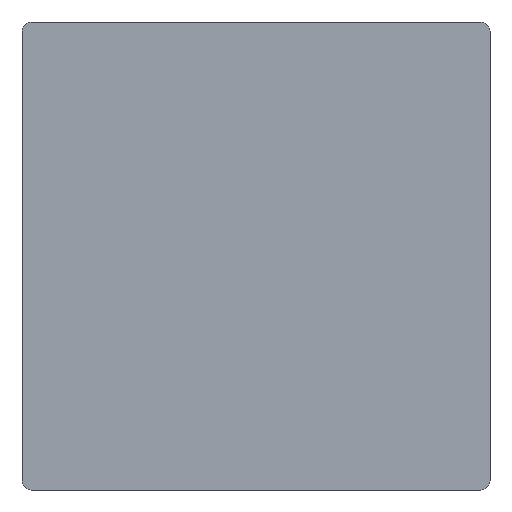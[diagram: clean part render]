
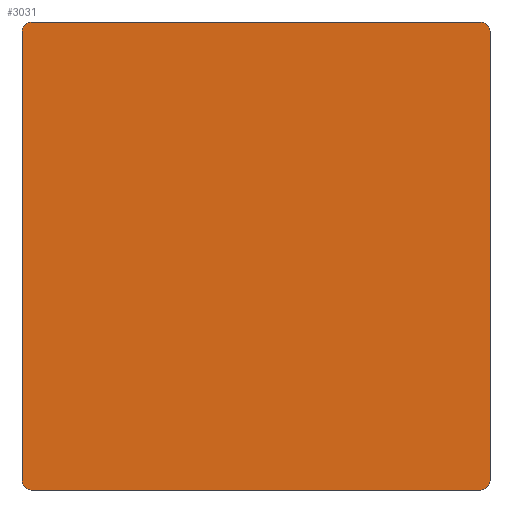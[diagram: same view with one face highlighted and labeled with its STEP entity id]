
A CAD part, front view. The second image highlights one B-rep face of the part: STEP entity #3031.
In plain terms, the highlighted planar face has unit normal (0, -1, 0).
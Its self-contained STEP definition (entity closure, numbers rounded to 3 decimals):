
#446=PLANE('',#3139);
#633=FACE_OUTER_BOUND('',#826,.T.);
#826=EDGE_LOOP('',(#2808,#2809,#2810,#2811,#2812,#2813,#2814,#2815));
#858=LINE('',#3894,#1034);
#863=LINE('',#3908,#1039);
#1001=LINE('',#10894,#1177);
#1002=LINE('',#10896,#1178);
#1034=VECTOR('',#3189,10.);
#1039=VECTOR('',#3204,10.);
#1177=VECTOR('',#3498,10.);
#1178=VECTOR('',#3501,10.);
#1180=CIRCLE('',#3048,0.5);
#1184=CIRCLE('',#3055,0.5);
#1185=CIRCLE('',#3057,0.5);
#1186=CIRCLE('',#3060,0.5);
#1189=VERTEX_POINT('',#3511);
#1190=VERTEX_POINT('',#3513);
#1274=VERTEX_POINT('',#3893);
#1275=VERTEX_POINT('',#3897);
#1276=VERTEX_POINT('',#3901);
#1277=VERTEX_POINT('',#3903);
#1278=VERTEX_POINT('',#3907);
#1279=VERTEX_POINT('',#3911);
#1462=EDGE_CURVE('',#1189,#1190,#1180,.T.);
#1548=EDGE_CURVE('',#1274,#1190,#858,.T.);
#1550=EDGE_CURVE('',#1274,#1275,#1184,.T.);
#1553=EDGE_CURVE('',#1276,#1277,#1185,.T.);
#1555=EDGE_CURVE('',#1278,#1277,#863,.T.);
#1557=EDGE_CURVE('',#1278,#1279,#1186,.T.);
#1910=EDGE_CURVE('',#1276,#1275,#1001,.T.);
#1911=EDGE_CURVE('',#1189,#1279,#1002,.T.);
#2808=ORIENTED_EDGE('',*,*,#1462,.F.);
#2809=ORIENTED_EDGE('',*,*,#1911,.T.);
#2810=ORIENTED_EDGE('',*,*,#1557,.F.);
#2811=ORIENTED_EDGE('',*,*,#1555,.T.);
#2812=ORIENTED_EDGE('',*,*,#1553,.F.);
#2813=ORIENTED_EDGE('',*,*,#1910,.T.);
#2814=ORIENTED_EDGE('',*,*,#1550,.F.);
#2815=ORIENTED_EDGE('',*,*,#1548,.T.);
#3031=ADVANCED_FACE('',(#633),#446,.F.);
#3048=AXIS2_PLACEMENT_3D('',#3514,#3147,#3148);
#3055=AXIS2_PLACEMENT_3D('',#3898,#3193,#3194);
#3057=AXIS2_PLACEMENT_3D('',#3904,#3199,#3200);
#3060=AXIS2_PLACEMENT_3D('',#3912,#3208,#3209);
#3139=AXIS2_PLACEMENT_3D('',#10898,#3504,#3505);
#3147=DIRECTION('center_axis',(0.,1.,0.));
#3148=DIRECTION('ref_axis',(-0.707,0.,-0.707));
#3189=DIRECTION('',(0.,0.,-1.));
#3193=DIRECTION('center_axis',(0.,1.,0.));
#3194=DIRECTION('ref_axis',(-0.707,0.,0.707));
#3199=DIRECTION('center_axis',(0.,1.,0.));
#3200=DIRECTION('ref_axis',(0.707,0.,0.707));
#3204=DIRECTION('',(0.,0.,1.));
#3208=DIRECTION('center_axis',(0.,1.,0.));
#3209=DIRECTION('ref_axis',(0.707,0.,-0.707));
#3498=DIRECTION('',(-1.,0.,0.));
#3501=DIRECTION('',(1.,0.,0.));
#3504=DIRECTION('center_axis',(0.,1.,0.));
#3505=DIRECTION('ref_axis',(1.,0.,0.));
#3511=CARTESIAN_POINT('',(-12.2,0.,-12.7));
#3513=CARTESIAN_POINT('',(-12.7,0.,-12.2));
#3514=CARTESIAN_POINT('Origin',(-12.2,0.,-12.2));
#3893=CARTESIAN_POINT('',(-12.7,0.,12.2));
#3894=CARTESIAN_POINT('',(-12.7,0.,12.7));
#3897=CARTESIAN_POINT('',(-12.2,0.,12.7));
#3898=CARTESIAN_POINT('Origin',(-12.2,0.,12.2));
#3901=CARTESIAN_POINT('',(12.2,0.,12.7));
#3903=CARTESIAN_POINT('',(12.7,0.,12.2));
#3904=CARTESIAN_POINT('Origin',(12.2,0.,12.2));
#3907=CARTESIAN_POINT('',(12.7,0.,-12.2));
#3908=CARTESIAN_POINT('',(12.7,0.,-12.7));
#3911=CARTESIAN_POINT('',(12.2,0.,-12.7));
#3912=CARTESIAN_POINT('Origin',(12.2,0.,-12.2));
#10894=CARTESIAN_POINT('',(12.7,0.,12.7));
#10896=CARTESIAN_POINT('',(-12.7,0.,-12.7));
#10898=CARTESIAN_POINT('Origin',(0.,0.,0.));
